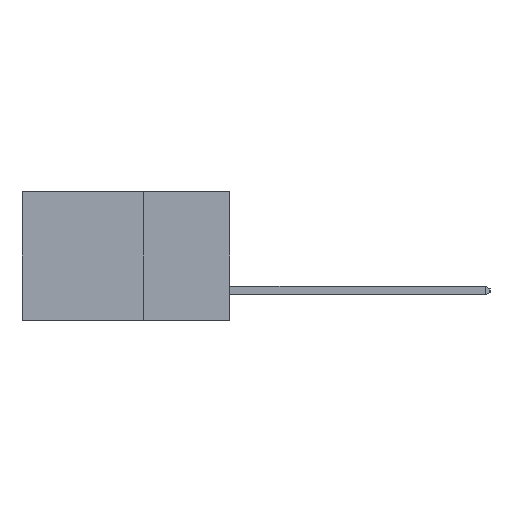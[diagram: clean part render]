
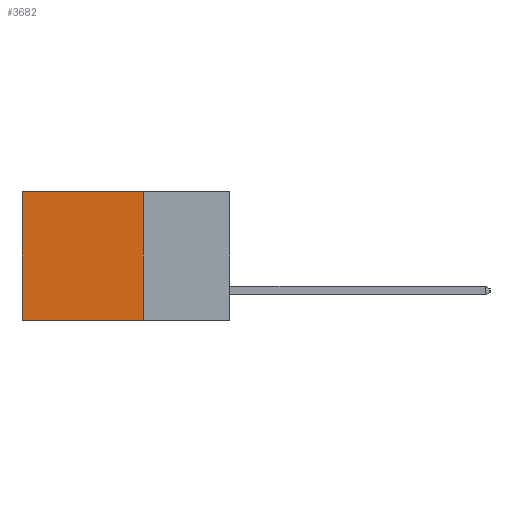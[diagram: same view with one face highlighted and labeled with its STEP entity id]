
A CAD part, left-side view. The second image highlights one B-rep face of the part: STEP entity #3682.
In plain terms, the highlighted planar face has unit normal (-1, 0, 0).
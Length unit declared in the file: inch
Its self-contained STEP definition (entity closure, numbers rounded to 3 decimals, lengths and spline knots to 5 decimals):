
#266 = AXIS2_PLACEMENT_3D ( 'NONE', #7764, #8737, #2483 ) ;
#958 = ORIENTED_EDGE ( 'NONE', *, *, #6386, .F. ) ;
#1218 = CARTESIAN_POINT ( 'NONE',  ( 0.298, 0.6, 0. ) ) ;
#1370 = PLANE ( 'NONE',  #266 ) ;
#1546 = DIRECTION ( 'NONE',  ( 0., 1., 0. ) ) ;
#1650 = VERTEX_POINT ( 'NONE', #1218 ) ;
#2362 = VECTOR ( 'NONE', #2364, 39.37008 ) ;
#2364 = DIRECTION ( 'NONE',  ( 0., 1., 0. ) ) ;
#2483 = DIRECTION ( 'NONE',  ( 0., 0., -1. ) ) ;
#2745 = VECTOR ( 'NONE', #11139, 39.37008 ) ;
#3094 = LINE ( 'NONE', #11024, #10820 ) ;
#3200 = CARTESIAN_POINT ( 'NONE',  ( 0.298, 0.25, 0. ) ) ;
#3682 = ADVANCED_FACE ( 'NONE', ( #7647 ), #1370, .F. ) ;
#3842 = ORIENTED_EDGE ( 'NONE', *, *, #7646, .T. ) ;
#4249 = VECTOR ( 'NONE', #1546, 39.37008 ) ;
#5488 = ORIENTED_EDGE ( 'NONE', *, *, #8232, .T. ) ;
#5782 = EDGE_LOOP ( 'NONE', ( #3842, #11635, #958, #5488 ) ) ;
#6219 = CARTESIAN_POINT ( 'NONE',  ( 0.298, 0.25, -0.37 ) ) ;
#6383 = LINE ( 'NONE', #6909, #4249 ) ;
#6386 = EDGE_CURVE ( 'NONE', #12474, #7685, #8310, .T. ) ;
#6909 = CARTESIAN_POINT ( 'NONE',  ( 0.298, 0.25, 0. ) ) ;
#7646 = EDGE_CURVE ( 'NONE', #1650, #7889, #3094, .T. ) ;
#7647 = FACE_OUTER_BOUND ( 'NONE', #5782, .T. ) ;
#7685 = VERTEX_POINT ( 'NONE', #6219 ) ;
#7764 = CARTESIAN_POINT ( 'NONE',  ( 0.298, 0.25, 0. ) ) ;
#7889 = VERTEX_POINT ( 'NONE', #12157 ) ;
#7977 = LINE ( 'NONE', #11476, #2362 ) ;
#8081 = EDGE_CURVE ( 'NONE', #7685, #7889, #7977, .T. ) ;
#8232 = EDGE_CURVE ( 'NONE', #12474, #1650, #6383, .T. ) ;
#8310 = LINE ( 'NONE', #3200, #2745 ) ;
#8737 = DIRECTION ( 'NONE',  ( 1., 0., 0. ) ) ;
#10820 = VECTOR ( 'NONE', #12968, 39.37008 ) ;
#11024 = CARTESIAN_POINT ( 'NONE',  ( 0.298, 0.6, 0. ) ) ;
#11027 = CARTESIAN_POINT ( 'NONE',  ( 0.298, 0.25, 0. ) ) ;
#11139 = DIRECTION ( 'NONE',  ( 0., 0., -1. ) ) ;
#11476 = CARTESIAN_POINT ( 'NONE',  ( 0.298, 0.25, -0.37 ) ) ;
#11635 = ORIENTED_EDGE ( 'NONE', *, *, #8081, .F. ) ;
#12157 = CARTESIAN_POINT ( 'NONE',  ( 0.298, 0.6, -0.37 ) ) ;
#12474 = VERTEX_POINT ( 'NONE', #11027 ) ;
#12968 = DIRECTION ( 'NONE',  ( 0., 0., -1. ) ) ;
